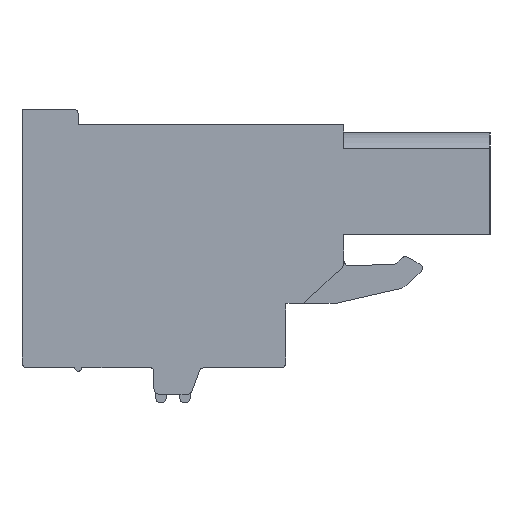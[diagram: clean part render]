
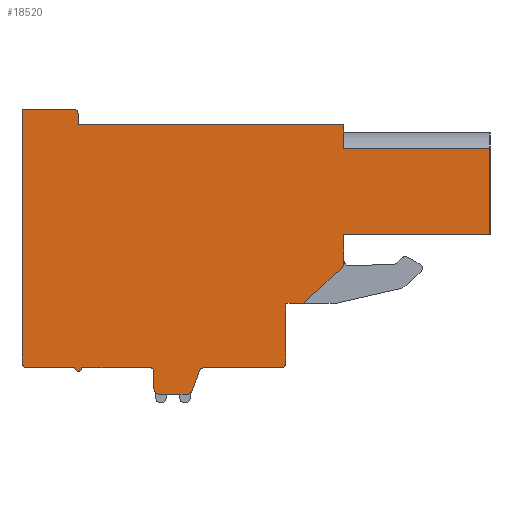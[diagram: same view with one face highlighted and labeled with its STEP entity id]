
A CAD part, left-side view. The second image highlights one B-rep face of the part: STEP entity #18520.
In plain terms, the highlighted planar face has unit normal (-1, 0, 0).
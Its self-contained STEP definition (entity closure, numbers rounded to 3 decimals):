
#1=DIRECTION('',(0.,1.,0.));
#2=VECTOR('',#1,8.3);
#3=CARTESIAN_POINT('',(0.,-13.96,5.635));
#4=LINE('',#3,#2);
#5=DIRECTION('',(0.,1.,0.));
#6=VECTOR('',#5,8.3);
#7=CARTESIAN_POINT('',(0.,-13.96,0.73));
#8=LINE('',#7,#6);
#9=DIRECTION('',(0.,0.,-1.));
#10=VECTOR('',#9,1.64);
#11=CARTESIAN_POINT('',(0.,-5.66,0.73));
#12=LINE('',#11,#10);
#13=CARTESIAN_POINT('',(0.,-5.36,-0.91));
#14=DIRECTION('',(1.,0.,0.));
#15=DIRECTION('',(0.,-1.,0.));
#16=AXIS2_PLACEMENT_3D('',#13,#14,#15);
#18=DIRECTION('',(0.,0.731,-0.683));
#19=VECTOR('',#18,3.018);
#20=CARTESIAN_POINT('',(0.,-5.565,-1.129));
#21=LINE('',#20,#19);
#22=DIRECTION('',(0.,1.,0.));
#23=VECTOR('',#22,1.);
#24=CARTESIAN_POINT('',(0.,-3.36,-3.19));
#25=LINE('',#24,#23);
#26=DIRECTION('',(0.,0.,-1.));
#27=VECTOR('',#26,0.5);
#28=CARTESIAN_POINT('',(0.,-2.36,-3.19));
#29=LINE('',#28,#27);
#30=DIRECTION('',(0.,0.,-1.));
#31=VECTOR('',#30,2.35);
#32=CARTESIAN_POINT('',(0.,-2.36,-3.69));
#33=LINE('',#32,#31);
#34=DIRECTION('',(0.,0.,-1.));
#35=VECTOR('',#34,0.5);
#36=CARTESIAN_POINT('',(0.,-2.36,-6.04));
#37=LINE('',#36,#35);
#38=CARTESIAN_POINT('',(0.,-2.06,-6.54));
#39=DIRECTION('',(1.,0.,0.));
#40=DIRECTION('',(0.,-1.,0.));
#41=AXIS2_PLACEMENT_3D('',#38,#39,#40);
#43=DIRECTION('',(0.,1.,0.));
#44=VECTOR('',#43,4.34);
#45=CARTESIAN_POINT('',(0.,-2.06,-6.84));
#46=LINE('',#45,#44);
#47=CARTESIAN_POINT('',(0.,2.28,-7.14));
#48=DIRECTION('',(-1.,0.,0.));
#49=DIRECTION('',(0.,0.,1.));
#50=AXIS2_PLACEMENT_3D('',#47,#48,#49);
#52=DIRECTION('',(0.,0.345,-0.939));
#53=VECTOR('',#52,1.179);
#54=CARTESIAN_POINT('',(0.,2.562,-7.037));
#55=LINE('',#54,#53);
#56=CARTESIAN_POINT('',(0.,3.25,-8.04));
#57=DIRECTION('',(1.,0.,0.));
#58=DIRECTION('',(0.,-0.939,-0.345));
#59=AXIS2_PLACEMENT_3D('',#56,#57,#58);
#61=DIRECTION('',(0.,1.,0.));
#62=VECTOR('',#61,1.59);
#63=CARTESIAN_POINT('',(0.,3.25,-8.34));
#64=LINE('',#63,#62);
#65=CARTESIAN_POINT('',(0.,4.84,-8.04));
#66=DIRECTION('',(1.,0.,0.));
#67=DIRECTION('',(0.,0.,-1.));
#68=AXIS2_PLACEMENT_3D('',#65,#66,#67);
#70=DIRECTION('',(0.,0.,1.));
#71=VECTOR('',#70,1.);
#72=CARTESIAN_POINT('',(0.,5.14,-8.04));
#73=LINE('',#72,#71);
#74=CARTESIAN_POINT('',(0.,5.34,-7.04));
#75=DIRECTION('',(-1.,0.,0.));
#76=DIRECTION('',(0.,-1.,0.));
#77=AXIS2_PLACEMENT_3D('',#74,#75,#76);
#79=DIRECTION('',(0.,1.,0.));
#80=VECTOR('',#79,3.9);
#81=CARTESIAN_POINT('',(0.,5.34,-6.84));
#82=LINE('',#81,#80);
#83=CARTESIAN_POINT('',(0.,9.44,-6.84));
#84=DIRECTION('',(1.,0.,0.));
#85=DIRECTION('',(0.,-1.,0.));
#86=AXIS2_PLACEMENT_3D('',#83,#84,#85);
#88=DIRECTION('',(0.,1.,0.));
#89=VECTOR('',#88,2.7);
#90=CARTESIAN_POINT('',(0.,9.64,-6.84));
#91=LINE('',#90,#89);
#92=CARTESIAN_POINT('',(0.,12.34,-6.54));
#93=DIRECTION('',(1.,0.,0.));
#94=DIRECTION('',(0.,0.,-1.));
#95=AXIS2_PLACEMENT_3D('',#92,#93,#94);
#97=DIRECTION('',(0.,0.,1.));
#98=VECTOR('',#97,0.5);
#99=CARTESIAN_POINT('',(0.,12.64,-6.54));
#100=LINE('',#99,#98);
#101=DIRECTION('',(0.,0.,1.));
#102=VECTOR('',#101,13.9);
#103=CARTESIAN_POINT('',(0.,12.64,-6.04));
#104=LINE('',#103,#102);
#105=DIRECTION('',(0.,-1.,0.));
#106=VECTOR('',#105,2.9);
#107=CARTESIAN_POINT('',(0.,12.64,7.86));
#108=LINE('',#107,#106);
#109=CARTESIAN_POINT('',(0.,9.74,7.56));
#110=DIRECTION('',(1.,0.,0.));
#111=DIRECTION('',(0.,0.,1.));
#112=AXIS2_PLACEMENT_3D('',#109,#110,#111);
#114=DIRECTION('',(0.,0.,-1.));
#115=VECTOR('',#114,0.6);
#116=CARTESIAN_POINT('',(0.,9.44,7.56));
#117=LINE('',#116,#115);
#118=DIRECTION('',(0.,-1.,0.));
#119=VECTOR('',#118,15.1);
#120=CARTESIAN_POINT('',(0.,9.44,6.96));
#121=LINE('',#120,#119);
#337=DIRECTION('',(0.,0.,1.));
#338=VECTOR('',#337,1.325);
#339=CARTESIAN_POINT('',(0.,-5.66,5.635));
#340=LINE('',#339,#338);
#980=DIRECTION('',(0.,0.,1.));
#981=VECTOR('',#980,4.905);
#982=CARTESIAN_POINT('',(0.,-13.96,0.73));
#983=LINE('',#982,#981);
#14045=CARTESIAN_POINT('',(0.,12.34,-6.84));
#14046=CARTESIAN_POINT('',(0.,12.64,-6.54));
#14047=VERTEX_POINT('',#14045);
#14048=VERTEX_POINT('',#14046);
#14049=CARTESIAN_POINT('',(0.,12.64,-6.04));
#14050=VERTEX_POINT('',#14049);
#14051=CARTESIAN_POINT('',(0.,12.64,7.86));
#14052=VERTEX_POINT('',#14051);
#14053=CARTESIAN_POINT('',(0.,9.74,7.86));
#14054=VERTEX_POINT('',#14053);
#14055=CARTESIAN_POINT('',(0.,9.44,7.56));
#14056=VERTEX_POINT('',#14055);
#14057=CARTESIAN_POINT('',(0.,9.44,6.96));
#14058=VERTEX_POINT('',#14057);
#14059=CARTESIAN_POINT('',(0.,-5.66,6.96));
#14060=VERTEX_POINT('',#14059);
#14061=CARTESIAN_POINT('',(0.,-13.96,0.73));
#14062=CARTESIAN_POINT('',(0.,-5.66,0.73));
#14063=VERTEX_POINT('',#14061);
#14064=VERTEX_POINT('',#14062);
#14065=CARTESIAN_POINT('',(0.,-5.66,-0.91));
#14066=VERTEX_POINT('',#14065);
#14067=CARTESIAN_POINT('',(0.,-5.565,-1.129));
#14068=VERTEX_POINT('',#14067);
#14069=CARTESIAN_POINT('',(0.,-3.36,-3.19));
#14070=VERTEX_POINT('',#14069);
#14071=CARTESIAN_POINT('',(0.,-2.36,-3.19));
#14072=VERTEX_POINT('',#14071);
#14073=CARTESIAN_POINT('',(0.,-2.36,-3.69));
#14074=VERTEX_POINT('',#14073);
#14075=CARTESIAN_POINT('',(0.,-2.36,-6.04));
#14076=VERTEX_POINT('',#14075);
#14077=CARTESIAN_POINT('',(0.,-2.36,-6.54));
#14078=VERTEX_POINT('',#14077);
#14079=CARTESIAN_POINT('',(0.,-2.06,-6.84));
#14080=VERTEX_POINT('',#14079);
#14081=CARTESIAN_POINT('',(0.,2.28,-6.84));
#14082=VERTEX_POINT('',#14081);
#14083=CARTESIAN_POINT('',(0.,2.562,-7.037));
#14084=VERTEX_POINT('',#14083);
#14085=CARTESIAN_POINT('',(0.,2.968,-8.143));
#14086=VERTEX_POINT('',#14085);
#14087=CARTESIAN_POINT('',(0.,3.25,-8.34));
#14088=VERTEX_POINT('',#14087);
#14089=CARTESIAN_POINT('',(0.,4.84,-8.34));
#14090=VERTEX_POINT('',#14089);
#14091=CARTESIAN_POINT('',(0.,5.14,-8.04));
#14092=VERTEX_POINT('',#14091);
#14093=CARTESIAN_POINT('',(0.,5.14,-7.04));
#14094=VERTEX_POINT('',#14093);
#14095=CARTESIAN_POINT('',(0.,5.34,-6.84));
#14096=VERTEX_POINT('',#14095);
#14097=CARTESIAN_POINT('',(0.,9.24,-6.84));
#14098=VERTEX_POINT('',#14097);
#14099=CARTESIAN_POINT('',(0.,9.64,-6.84));
#14100=VERTEX_POINT('',#14099);
#14405=CARTESIAN_POINT('',(0.,-13.96,5.635));
#14406=CARTESIAN_POINT('',(0.,-5.66,5.635));
#14407=VERTEX_POINT('',#14405);
#14408=VERTEX_POINT('',#14406);
#18453=CARTESIAN_POINT('',(0.,0.,0.));
#18454=DIRECTION('',(1.,0.,0.));
#18455=DIRECTION('',(0.,-1.,0.));
#18456=AXIS2_PLACEMENT_3D('',#18453,#18454,#18455);
#18457=PLANE('',#18456);
#18459=ORIENTED_EDGE('',*,*,#18458,.F.);
#18461=ORIENTED_EDGE('',*,*,#18460,.F.);
#18463=ORIENTED_EDGE('',*,*,#18462,.T.);
#18465=ORIENTED_EDGE('',*,*,#18464,.T.);
#18467=ORIENTED_EDGE('',*,*,#18466,.T.);
#18469=ORIENTED_EDGE('',*,*,#18468,.T.);
#18471=ORIENTED_EDGE('',*,*,#18470,.T.);
#18473=ORIENTED_EDGE('',*,*,#18472,.T.);
#18475=ORIENTED_EDGE('',*,*,#18474,.T.);
#18477=ORIENTED_EDGE('',*,*,#18476,.T.);
#18479=ORIENTED_EDGE('',*,*,#18478,.T.);
#18481=ORIENTED_EDGE('',*,*,#18480,.T.);
#18483=ORIENTED_EDGE('',*,*,#18482,.T.);
#18485=ORIENTED_EDGE('',*,*,#18484,.T.);
#18487=ORIENTED_EDGE('',*,*,#18486,.T.);
#18489=ORIENTED_EDGE('',*,*,#18488,.T.);
#18491=ORIENTED_EDGE('',*,*,#18490,.T.);
#18493=ORIENTED_EDGE('',*,*,#18492,.T.);
#18495=ORIENTED_EDGE('',*,*,#18494,.T.);
#18497=ORIENTED_EDGE('',*,*,#18496,.T.);
#18499=ORIENTED_EDGE('',*,*,#18498,.T.);
#18501=ORIENTED_EDGE('',*,*,#18500,.T.);
#18503=ORIENTED_EDGE('',*,*,#18502,.T.);
#18505=ORIENTED_EDGE('',*,*,#18504,.T.);
#18507=ORIENTED_EDGE('',*,*,#18506,.T.);
#18509=ORIENTED_EDGE('',*,*,#18508,.T.);
#18511=ORIENTED_EDGE('',*,*,#18510,.T.);
#18513=ORIENTED_EDGE('',*,*,#18512,.T.);
#18515=ORIENTED_EDGE('',*,*,#18514,.T.);
#18517=ORIENTED_EDGE('',*,*,#18516,.F.);
#18518=EDGE_LOOP('',(#18459,#18461,#18463,#18465,#18467,#18469,#18471,#18473,
#18475,#18477,#18479,#18481,#18483,#18485,#18487,#18489,#18491,#18493,#18495,
#18497,#18499,#18501,#18503,#18505,#18507,#18509,#18511,#18513,#18515,#18517));
#18519=FACE_OUTER_BOUND('',#18518,.F.);
#18520=ADVANCED_FACE('',(#18519),#18457,.F.);
#17=CIRCLE('',#16,0.3);
#42=CIRCLE('',#41,0.3);
#51=CIRCLE('',#50,0.3);
#60=CIRCLE('',#59,0.3);
#69=CIRCLE('',#68,0.3);
#78=CIRCLE('',#77,0.2);
#87=CIRCLE('',#86,0.2);
#96=CIRCLE('',#95,0.3);
#113=CIRCLE('',#112,0.3);
#18458=EDGE_CURVE('',#14407,#14408,#4,.T.);
#18460=EDGE_CURVE('',#14063,#14407,#983,.T.);
#18462=EDGE_CURVE('',#14063,#14064,#8,.T.);
#18464=EDGE_CURVE('',#14064,#14066,#12,.T.);
#18466=EDGE_CURVE('',#14066,#14068,#17,.T.);
#18468=EDGE_CURVE('',#14068,#14070,#21,.T.);
#18470=EDGE_CURVE('',#14070,#14072,#25,.T.);
#18472=EDGE_CURVE('',#14072,#14074,#29,.T.);
#18474=EDGE_CURVE('',#14074,#14076,#33,.T.);
#18476=EDGE_CURVE('',#14076,#14078,#37,.T.);
#18478=EDGE_CURVE('',#14078,#14080,#42,.T.);
#18480=EDGE_CURVE('',#14080,#14082,#46,.T.);
#18482=EDGE_CURVE('',#14082,#14084,#51,.T.);
#18484=EDGE_CURVE('',#14084,#14086,#55,.T.);
#18486=EDGE_CURVE('',#14086,#14088,#60,.T.);
#18488=EDGE_CURVE('',#14088,#14090,#64,.T.);
#18490=EDGE_CURVE('',#14090,#14092,#69,.T.);
#18492=EDGE_CURVE('',#14092,#14094,#73,.T.);
#18494=EDGE_CURVE('',#14094,#14096,#78,.T.);
#18496=EDGE_CURVE('',#14096,#14098,#82,.T.);
#18498=EDGE_CURVE('',#14098,#14100,#87,.T.);
#18500=EDGE_CURVE('',#14100,#14047,#91,.T.);
#18502=EDGE_CURVE('',#14047,#14048,#96,.T.);
#18504=EDGE_CURVE('',#14048,#14050,#100,.T.);
#18506=EDGE_CURVE('',#14050,#14052,#104,.T.);
#18508=EDGE_CURVE('',#14052,#14054,#108,.T.);
#18510=EDGE_CURVE('',#14054,#14056,#113,.T.);
#18512=EDGE_CURVE('',#14056,#14058,#117,.T.);
#18514=EDGE_CURVE('',#14058,#14060,#121,.T.);
#18516=EDGE_CURVE('',#14408,#14060,#340,.T.);
